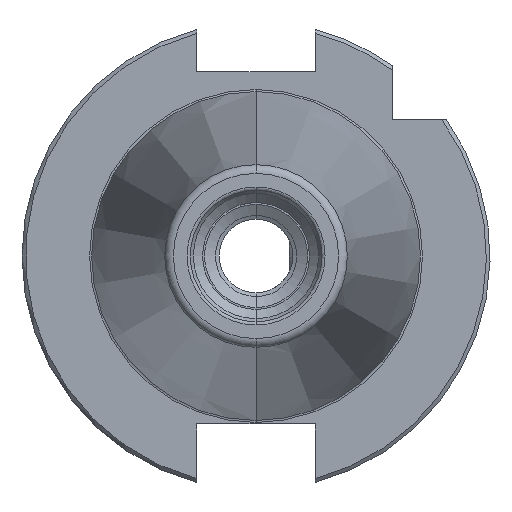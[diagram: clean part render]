
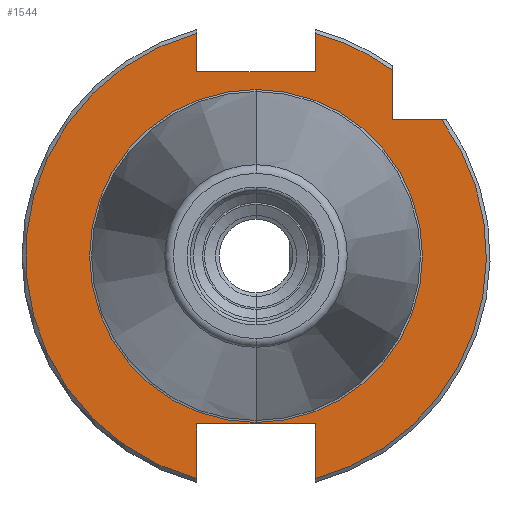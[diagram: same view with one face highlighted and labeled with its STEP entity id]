
A CAD part, left-side view. The second image highlights one B-rep face of the part: STEP entity #1544.
In plain terms, the highlighted planar face has unit normal (-1, 0, 0).
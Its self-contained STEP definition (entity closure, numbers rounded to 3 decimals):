
#94 = DIRECTION ( 'NONE',  ( 0., 0., -1. ) ) ;
#112 = DIRECTION ( 'NONE',  ( 0., 0., -1. ) ) ;
#136 = DIRECTION ( 'NONE',  ( 0., 1., 0. ) ) ;
#150 = VERTEX_POINT ( 'NONE', #2534 ) ;
#179 = ORIENTED_EDGE ( 'NONE', *, *, #3040, .T. ) ;
#203 = EDGE_CURVE ( 'NONE', #1898, #1782, #1609, .T. ) ;
#242 = VERTEX_POINT ( 'NONE', #820 ) ;
#333 = LINE ( 'NONE', #2969, #2521 ) ;
#345 = VERTEX_POINT ( 'NONE', #2645 ) ;
#348 = AXIS2_PLACEMENT_3D ( 'NONE', #2439, #927, #2702 ) ;
#357 = AXIS2_PLACEMENT_3D ( 'NONE', #3200, #1636, #112 ) ;
#374 = CARTESIAN_POINT ( 'NONE',  ( 71.6, -18.5, 0. ) ) ;
#383 = CARTESIAN_POINT ( 'NONE',  ( 71.6, 8.05, 0. ) ) ;
#399 = CARTESIAN_POINT ( 'NONE',  ( 71.6, 22.6, 0. ) ) ;
#405 = VECTOR ( 'NONE', #2419, 1000. ) ;
#424 = ORIENTED_EDGE ( 'NONE', *, *, #2338, .F. ) ;
#430 = DIRECTION ( 'NONE',  ( 1., 0., 0. ) ) ;
#459 = VERTEX_POINT ( 'NONE', #2134 ) ;
#485 = VECTOR ( 'NONE', #2944, 1000. ) ;
#506 = CARTESIAN_POINT ( 'NONE',  ( 71.6, 8.05, 30.221 ) ) ;
#568 = LINE ( 'NONE', #617, #485 ) ;
#617 = CARTESIAN_POINT ( 'NONE',  ( 71.6, -8.05, 25. ) ) ;
#629 = CARTESIAN_POINT ( 'NONE',  ( 71.6, -36.79, 18.5 ) ) ;
#651 = AXIS2_PLACEMENT_3D ( 'NONE', #3181, #1620, #94 ) ;
#656 = FACE_BOUND ( 'NONE', #2229, .T. ) ;
#743 = CARTESIAN_POINT ( 'NONE',  ( 71.6, 0., 22.6 ) ) ;
#786 = CIRCLE ( 'NONE', #859, 31.275 ) ;
#801 = VERTEX_POINT ( 'NONE', #2458 ) ;
#820 = CARTESIAN_POINT ( 'NONE',  ( 71.6, -8.05, 25. ) ) ;
#821 = ORIENTED_EDGE ( 'NONE', *, *, #203, .T. ) ;
#859 = AXIS2_PLACEMENT_3D ( 'NONE', #1952, #430, #2208 ) ;
#862 = CARTESIAN_POINT ( 'NONE',  ( 71.6, -25.217, 18.5 ) ) ;
#887 = ORIENTED_EDGE ( 'NONE', *, *, #2977, .F. ) ;
#894 = DIRECTION ( 'NONE',  ( 0., 0., -1. ) ) ;
#906 = CARTESIAN_POINT ( 'NONE',  ( 71.6, 8.05, -22.8 ) ) ;
#921 = DIRECTION ( 'NONE',  ( -1., 0., 0. ) ) ;
#927 = DIRECTION ( 'NONE',  ( 1., 0., 0. ) ) ;
#1013 = VECTOR ( 'NONE', #136, 1000. ) ;
#1048 = DIRECTION ( 'NONE',  ( 1., 0., 0. ) ) ;
#1099 = LINE ( 'NONE', #906, #2362 ) ;
#1145 = VERTEX_POINT ( 'NONE', #506 ) ;
#1170 = LINE ( 'NONE', #1648, #2438 ) ;
#1193 = CARTESIAN_POINT ( 'NONE',  ( 71.6, 8.05, 25. ) ) ;
#1273 = VERTEX_POINT ( 'NONE', #862 ) ;
#1338 = AXIS2_PLACEMENT_3D ( 'NONE', #399, #921, #2697 ) ;
#1372 = VERTEX_POINT ( 'NONE', #2131 ) ;
#1404 = FACE_OUTER_BOUND ( 'NONE', #2640, .T. ) ;
#1544 = ADVANCED_FACE ( 'NONE', ( #1404, #656 ), #1666, .T. ) ;
#1600 = CIRCLE ( 'NONE', #348, 22.6 ) ;
#1609 = CIRCLE ( 'NONE', #1892, 22.6 ) ;
#1620 = DIRECTION ( 'NONE',  ( 1., 0., 0. ) ) ;
#1636 = DIRECTION ( 'NONE',  ( 1., 0., 0. ) ) ;
#1648 = CARTESIAN_POINT ( 'NONE',  ( 71.6, -8.05, 25. ) ) ;
#1661 = CARTESIAN_POINT ( 'NONE',  ( 71.6, 8.05, -22.8 ) ) ;
#1666 = PLANE ( 'NONE',  #1338 ) ;
#1674 = ORIENTED_EDGE ( 'NONE', *, *, #2955, .F. ) ;
#1696 = VERTEX_POINT ( 'NONE', #1193 ) ;
#1764 = LINE ( 'NONE', #1661, #1013 ) ;
#1782 = VERTEX_POINT ( 'NONE', #1972 ) ;
#1844 = VECTOR ( 'NONE', #894, 1000. ) ;
#1891 = DIRECTION ( 'NONE',  ( 0., -1., 0. ) ) ;
#1892 = AXIS2_PLACEMENT_3D ( 'NONE', #2566, #1048, #2837 ) ;
#1898 = VERTEX_POINT ( 'NONE', #743 ) ;
#1905 = DIRECTION ( 'NONE',  ( 0., -1., 0. ) ) ;
#1918 = VECTOR ( 'NONE', #1891, 1000. ) ;
#1952 = CARTESIAN_POINT ( 'NONE',  ( 71.6, 0., 0. ) ) ;
#1972 = CARTESIAN_POINT ( 'NONE',  ( 71.6, 0., -22.6 ) ) ;
#1985 = ORIENTED_EDGE ( 'NONE', *, *, #2984, .F. ) ;
#1996 = LINE ( 'NONE', #629, #1918 ) ;
#2031 = CARTESIAN_POINT ( 'NONE',  ( 71.6, -8.05, -30.221 ) ) ;
#2127 = VERTEX_POINT ( 'NONE', #2864 ) ;
#2131 = CARTESIAN_POINT ( 'NONE',  ( 71.6, -8.05, -22.8 ) ) ;
#2134 = CARTESIAN_POINT ( 'NONE',  ( 71.6, -18.5, 25.217 ) ) ;
#2208 = DIRECTION ( 'NONE',  ( 0., 0., -1. ) ) ;
#2229 = EDGE_LOOP ( 'NONE', ( #179, #821 ) ) ;
#2291 = ORIENTED_EDGE ( 'NONE', *, *, #2580, .F. ) ;
#2338 = EDGE_CURVE ( 'NONE', #1273, #2456, #786, .T. ) ;
#2362 = VECTOR ( 'NONE', #2957, 1000. ) ;
#2419 = DIRECTION ( 'NONE',  ( 0., 0., -1. ) ) ;
#2438 = VECTOR ( 'NONE', #1905, 1000. ) ;
#2439 = CARTESIAN_POINT ( 'NONE',  ( 71.6, 0., 0. ) ) ;
#2456 = VERTEX_POINT ( 'NONE', #2031 ) ;
#2458 = CARTESIAN_POINT ( 'NONE',  ( 71.6, 8.05, -22.8 ) ) ;
#2521 = VECTOR ( 'NONE', #2678, 1000. ) ;
#2534 = CARTESIAN_POINT ( 'NONE',  ( 71.6, -8.05, 30.221 ) ) ;
#2557 = ORIENTED_EDGE ( 'NONE', *, *, #3036, .F. ) ;
#2566 = CARTESIAN_POINT ( 'NONE',  ( 71.6, 0., 0. ) ) ;
#2580 = EDGE_CURVE ( 'NONE', #150, #459, #2687, .T. ) ;
#2608 = CIRCLE ( 'NONE', #357, 31.275 ) ;
#2628 = ORIENTED_EDGE ( 'NONE', *, *, #3002, .F. ) ;
#2640 = EDGE_LOOP ( 'NONE', ( #887, #3204, #2291, #1985, #2959, #2797, #1674, #2628, #2713, #2557, #424 ) ) ;
#2645 = CARTESIAN_POINT ( 'NONE',  ( 71.6, -18.5, 18.5 ) ) ;
#2678 = DIRECTION ( 'NONE',  ( 0., 0., 1. ) ) ;
#2687 = CIRCLE ( 'NONE', #651, 31.275 ) ;
#2697 = DIRECTION ( 'NONE',  ( 0., 0., 1. ) ) ;
#2702 = DIRECTION ( 'NONE',  ( 0., 0., -1. ) ) ;
#2713 = ORIENTED_EDGE ( 'NONE', *, *, #3015, .F. ) ;
#2797 = ORIENTED_EDGE ( 'NONE', *, *, #2996, .F. ) ;
#2837 = DIRECTION ( 'NONE',  ( 0., 0., -1. ) ) ;
#2864 = CARTESIAN_POINT ( 'NONE',  ( 71.6, 8.05, -30.221 ) ) ;
#2944 = DIRECTION ( 'NONE',  ( 0., 0., 1. ) ) ;
#2955 = EDGE_CURVE ( 'NONE', #2127, #1145, #2608, .T. ) ;
#2957 = DIRECTION ( 'NONE',  ( 0., 0., -1. ) ) ;
#2959 = ORIENTED_EDGE ( 'NONE', *, *, #2993, .F. ) ;
#2969 = CARTESIAN_POINT ( 'NONE',  ( 71.6, -8.05, 0. ) ) ;
#2977 = EDGE_CURVE ( 'NONE', #345, #1273, #1996, .T. ) ;
#2979 = EDGE_CURVE ( 'NONE', #459, #345, #3230, .T. ) ;
#2984 = EDGE_CURVE ( 'NONE', #242, #150, #568, .T. ) ;
#2993 = EDGE_CURVE ( 'NONE', #1696, #242, #1170, .T. ) ;
#2996 = EDGE_CURVE ( 'NONE', #1145, #1696, #3151, .T. ) ;
#3002 = EDGE_CURVE ( 'NONE', #801, #2127, #1099, .T. ) ;
#3015 = EDGE_CURVE ( 'NONE', #1372, #801, #1764, .T. ) ;
#3036 = EDGE_CURVE ( 'NONE', #2456, #1372, #333, .T. ) ;
#3040 = EDGE_CURVE ( 'NONE', #1782, #1898, #1600, .T. ) ;
#3151 = LINE ( 'NONE', #383, #405 ) ;
#3181 = CARTESIAN_POINT ( 'NONE',  ( 71.6, 0., 0. ) ) ;
#3200 = CARTESIAN_POINT ( 'NONE',  ( 71.6, 0., 0. ) ) ;
#3204 = ORIENTED_EDGE ( 'NONE', *, *, #2979, .F. ) ;
#3230 = LINE ( 'NONE', #374, #1844 ) ;
